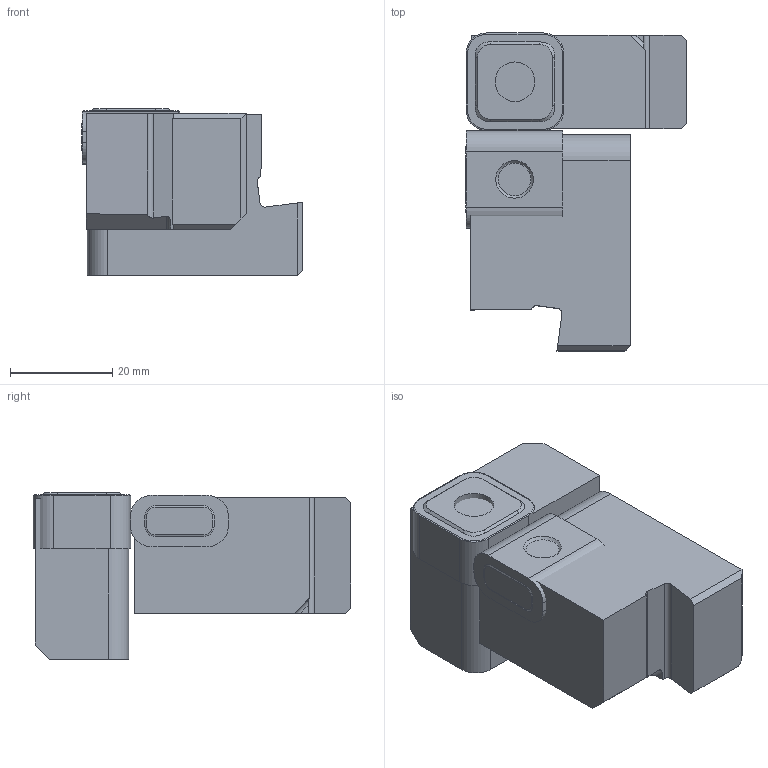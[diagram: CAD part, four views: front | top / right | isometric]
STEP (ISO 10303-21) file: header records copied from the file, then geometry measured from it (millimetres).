
FILE_DESCRIPTION(/* description */ (''),/* implementation_level */ '2;1');
FILE_NAME(/* name */ 'KTPLANL19_SIM.stp',/* time_stamp */ '2022-11-25T13:45:18+01:00',/* author */ (''),/* organization */ (''),/* preprocessor_version */ 'ST-DEVELOPER v18.102',/* originating_system */ 'SIEMENS PLM Software NX 2027',/* authorisation */ '');
FILE_SCHEMA (('AUTOMOTIVE_DESIGN { 1 0 10303 214 3 1 1 1 }'));
Length unit declared in the file: millimetre
Products named in the file (1): model1
Bounding box: 43.13 x 62.05 x 32.54 mm (x, y, z)
Volume: 53523.5 mm3; surface area: 13400.7 mm2
Topology: 4 solids, 4 shells, 122 faces, 362 edges, 252 vertices
Faces by surface type: plane 70, cylinder 30, cone 18, torus 4
Full cylindrical faces by diameter (mm): 6.35 x1, 7.75 x1
Entity records: 4238 total; most frequent: CARTESIAN_POINT 865, ORIENTED_EDGE 716, DIRECTION 666, EDGE_CURVE 358, VERTEX_POINT 252, LINE 240, VECTOR 240, AXIS2_PLACEMENT_3D 213
